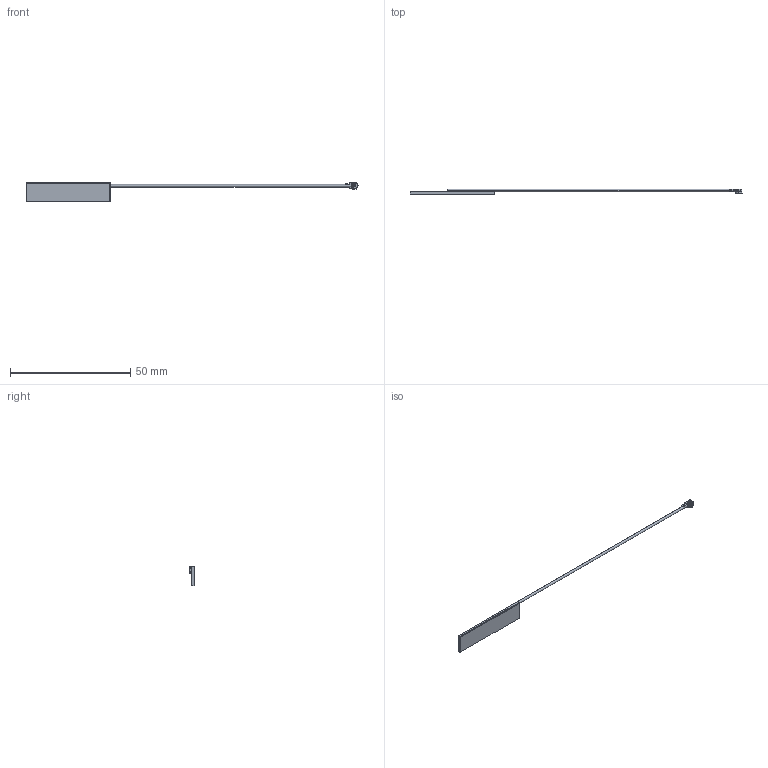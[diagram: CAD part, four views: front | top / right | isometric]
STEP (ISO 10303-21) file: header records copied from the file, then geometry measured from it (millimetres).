
FILE_DESCRIPTION (( 'STEP AP214' ), '1' );
FILE_NAME ('PE51206.step', '2020-06-18T14:24:43', ( '' ), ( '' ), 'SwSTEP 2.0', 'SolidWorks 2018', '' );
FILE_SCHEMA (( 'AUTOMOTIVE_DESIGN' ));
Length unit declared in the file: millimetre
Products named in the file (3): UFL_connector; HG2401PUE-100IPEX_PCB W-CABLE; PE51206
Assembly tree (2 placements, depth 2):
  PE51206
    HG2401PUE-100IPEX_PCB W-CABLE
    UFL_connector
Bounding box: 137.85 x 2.45 x 8.29 mm (x, y, z)
Volume: 472.3 mm3; surface area: 1333.1 mm2
Topology: 5 solids, 5 shells, 99 faces, 250 edges, 166 vertices
Faces by surface type: plane 67, cylinder 30, torus 2
Entity records: 3861 total; most frequent: CARTESIAN_POINT 606, DIRECTION 504, ORIENTED_EDGE 500, EDGE_CURVE 250, AXIS2_PLACEMENT_3D 170, VERTEX_POINT 166, VECTOR 164, LINE 164
